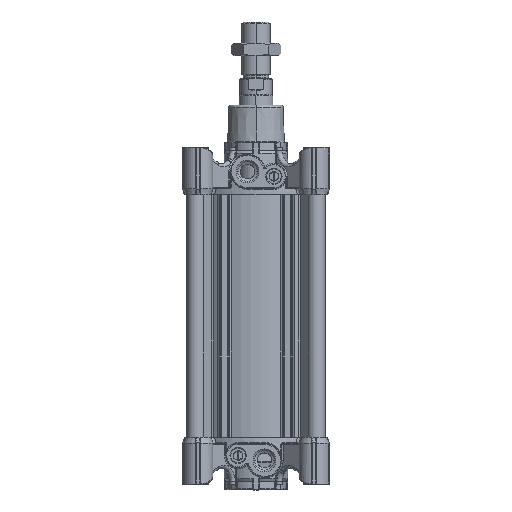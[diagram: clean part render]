
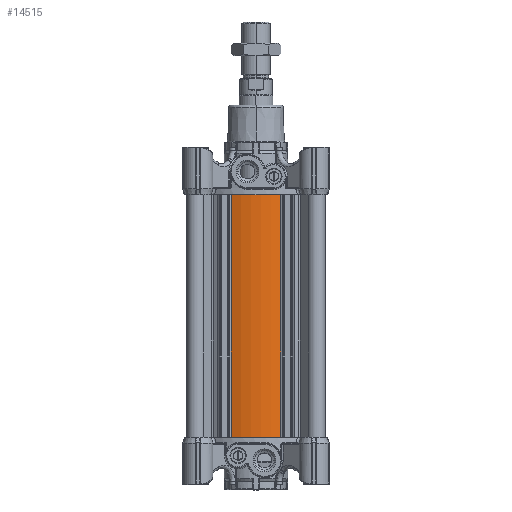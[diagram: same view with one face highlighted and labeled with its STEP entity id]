
A CAD part, top view. The second image highlights one B-rep face of the part: STEP entity #14515.
In plain terms, the highlighted cylindrical face has radius 65.5 mm (diameter 131 mm), a partial arc.
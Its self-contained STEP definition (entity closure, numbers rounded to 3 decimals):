
#4864 = ORIENTED_EDGE ( 'NONE', *, *, #65841, .T. ) ;
#14515 = ADVANCED_FACE ( 'NONE', ( #61964 ), #96521, .T. ) ;
#20303 = DIRECTION ( 'NONE',  ( -1., 0., 0. ) ) ;
#20997 = CARTESIAN_POINT ( 'NONE',  ( 0., 205., 0. ) ) ;
#27005 = CIRCLE ( 'NONE', #54020, 65.5 ) ;
#29339 = DIRECTION ( 'NONE',  ( 0., 1., 0. ) ) ;
#30199 = DIRECTION ( 'NONE',  ( 0., 1., 0. ) ) ;
#30676 = CARTESIAN_POINT ( 'NONE',  ( -23.531, 275., 61.127 ) ) ;
#34104 = EDGE_LOOP ( 'NONE', ( #4864, #109378, #94169, #58298 ) ) ;
#42041 = LINE ( 'NONE', #116116, #78736 ) ;
#42051 = DIRECTION ( 'NONE',  ( 1., 0., 0. ) ) ;
#42803 = CARTESIAN_POINT ( 'NONE',  ( 0., 45., 0. ) ) ;
#45651 = CARTESIAN_POINT ( 'NONE',  ( 23.531, 45., 61.127 ) ) ;
#48174 = VERTEX_POINT ( 'NONE', #69278 ) ;
#53345 = DIRECTION ( 'NONE',  ( 0., -1., 0. ) ) ;
#54020 = AXIS2_PLACEMENT_3D ( 'NONE', #75888, #65310, #42051 ) ;
#58298 = ORIENTED_EDGE ( 'NONE', *, *, #114081, .T. ) ;
#58727 = VERTEX_POINT ( 'NONE', #66464 ) ;
#61964 = FACE_OUTER_BOUND ( 'NONE', #34104, .T. ) ;
#65310 = DIRECTION ( 'NONE',  ( 0., -1., 0. ) ) ;
#65841 = EDGE_CURVE ( 'NONE', #58727, #72279, #27005, .T. ) ;
#66464 = CARTESIAN_POINT ( 'NONE',  ( 23.531, 275., 61.127 ) ) ;
#69278 = CARTESIAN_POINT ( 'NONE',  ( -23.531, 45., 61.127 ) ) ;
#72279 = VERTEX_POINT ( 'NONE', #30676 ) ;
#74050 = DIRECTION ( 'NONE',  ( 0., 1., 0. ) ) ;
#74757 = LINE ( 'NONE', #84635, #87698 ) ;
#75888 = CARTESIAN_POINT ( 'NONE',  ( 0., 275., 0. ) ) ;
#78736 = VECTOR ( 'NONE', #29339, 1000. ) ;
#84635 = CARTESIAN_POINT ( 'NONE',  ( -23.531, 205., 61.127 ) ) ;
#87698 = VECTOR ( 'NONE', #74050, 1000. ) ;
#89371 = EDGE_CURVE ( 'NONE', #48174, #72279, #74757, .T. ) ;
#94169 = ORIENTED_EDGE ( 'NONE', *, *, #122329, .F. ) ;
#96521 = CYLINDRICAL_SURFACE ( 'NONE', #132392, 65.5 ) ;
#98494 = DIRECTION ( 'NONE',  ( 1., 0., 0. ) ) ;
#105475 = CIRCLE ( 'NONE', #121320, 65.5 ) ;
#109378 = ORIENTED_EDGE ( 'NONE', *, *, #89371, .F. ) ;
#114081 = EDGE_CURVE ( 'NONE', #125347, #58727, #42041, .T. ) ;
#116116 = CARTESIAN_POINT ( 'NONE',  ( 23.531, 205., 61.127 ) ) ;
#121320 = AXIS2_PLACEMENT_3D ( 'NONE', #42803, #53345, #98494 ) ;
#122329 = EDGE_CURVE ( 'NONE', #125347, #48174, #105475, .T. ) ;
#125347 = VERTEX_POINT ( 'NONE', #45651 ) ;
#132392 = AXIS2_PLACEMENT_3D ( 'NONE', #20997, #30199, #20303 ) ;
